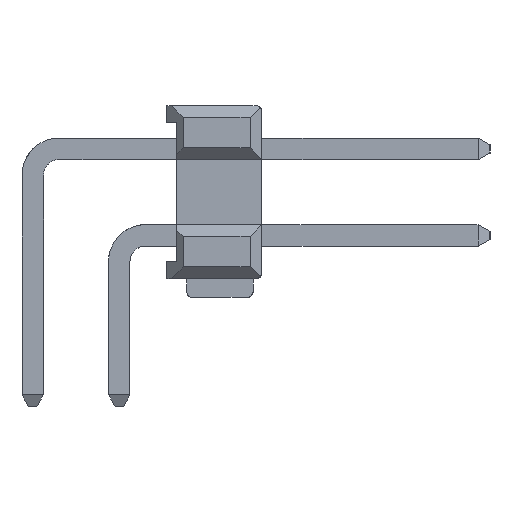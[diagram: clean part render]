
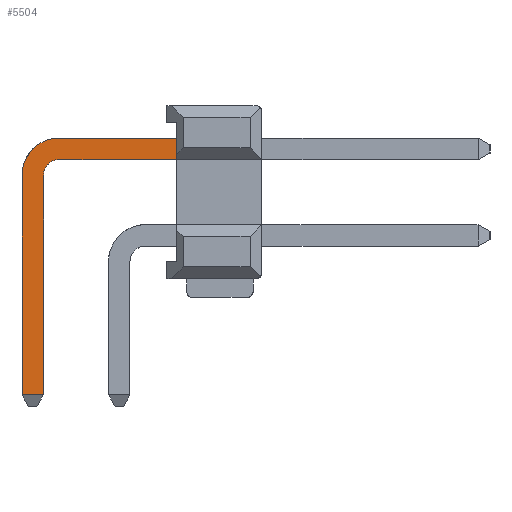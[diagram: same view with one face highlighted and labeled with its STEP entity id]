
A CAD part, left-side view. The second image highlights one B-rep face of the part: STEP entity #5504.
In plain terms, the highlighted planar face has unit normal (-1, 0, 0).
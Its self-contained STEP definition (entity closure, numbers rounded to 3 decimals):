
#3359 = EDGE_CURVE('',#3360,#3362,#3364,.T.);
#3360 = VERTEX_POINT('',#3361);
#3361 = CARTESIAN_POINT('',(-6.665,-1.687,4.045));
#3362 = VERTEX_POINT('',#3363);
#3363 = CARTESIAN_POINT('',(-6.665,-1.687,
    4.675));
#3364 = LINE('',#3365,#3366);
#3365 = CARTESIAN_POINT('',(-6.666,-1.687,
    2.863));
#3366 = VECTOR('',#3367,1.);
#3367 = DIRECTION('',(0.,0.,1.));
#5504 = ADVANCED_FACE('',(#5505),#5543,.T.);
#5505 = FACE_BOUND('',#5506,.T.);
#5506 = EDGE_LOOP('',(#5507,#5508,#5522,#5529));
#5507 = ORIENTED_EDGE('',*,*,#3359,.T.);
#5508 = ORIENTED_EDGE('',*,*,#5509,.T.);
#5509 = EDGE_CURVE('',#3362,#5510,#5512,.T.);
#5510 = VERTEX_POINT('',#5511);
#5511 = CARTESIAN_POINT('',(-6.666,2.855,
    -2.86));
#5512 = ( BOUNDED_CURVE() B_SPLINE_CURVE(2,(#5513,#5514,#5515,#5516,
    #5517,#5518,#5519,#5520,#5521),.UNSPECIFIED.,.F.,.F.) 
B_SPLINE_CURVE_WITH_KNOTS((3,2,2,2,3),(-59.405,-47.092,
    -45.388,-42.385,-39.845),.UNSPECIFIED.) 
CURVE() GEOMETRIC_REPRESENTATION_ITEM() RATIONAL_B_SPLINE_CURVE((1.,1.,
1.,0.707,1.,1.,1.,1.,1.)) REPRESENTATION_ITEM('') );
#5513 = CARTESIAN_POINT('',(-6.665,-10.543,4.675));
#5514 = CARTESIAN_POINT('',(-6.665,-4.387,4.675
    ));
#5515 = CARTESIAN_POINT('',(-6.666,1.77,
    4.675));
#5516 = CARTESIAN_POINT('',(-6.666,2.855,
    4.675));
#5517 = CARTESIAN_POINT('',(-6.666,2.855,
    3.59));
#5518 = CARTESIAN_POINT('',(-6.666,2.855,
    1.635));
#5519 = CARTESIAN_POINT('',(-6.666,2.855,
    -0.32));
#5520 = CARTESIAN_POINT('',(-6.666,2.855,
    -1.59));
#5521 = CARTESIAN_POINT('',(-6.666,2.855,
    -2.86));
#5522 = ORIENTED_EDGE('',*,*,#5523,.T.);
#5523 = EDGE_CURVE('',#5510,#5524,#5526,.T.);
#5524 = VERTEX_POINT('',#5525);
#5525 = CARTESIAN_POINT('',(-6.666,2.225,
    -2.86));
#5526 = B_SPLINE_CURVE_WITH_KNOTS('',1,(#5527,#5528),.UNSPECIFIED.,.F.,
  .F.,(2,2),(-0.63,0.),.PIECEWISE_BEZIER_KNOTS.);
#5527 = CARTESIAN_POINT('',(-6.666,2.855,
    -2.86));
#5528 = CARTESIAN_POINT('',(-6.666,2.225,
    -2.86));
#5529 = ORIENTED_EDGE('',*,*,#5530,.T.);
#5530 = EDGE_CURVE('',#5524,#3360,#5531,.T.);
#5531 = ( BOUNDED_CURVE() B_SPLINE_CURVE(2,(#5532,#5533,#5534,#5535,
    #5536,#5537,#5538,#5539,#5540,#5541,#5542),.UNSPECIFIED.,.F.,.F.) 
B_SPLINE_CURVE_WITH_KNOTS((3,2,2,2,2,3),(40.745,43.285
    ,46.288,47.003,54.441,57.068),
.UNSPECIFIED.) CURVE() GEOMETRIC_REPRESENTATION_ITEM() 
RATIONAL_B_SPLINE_CURVE((1.,1.,1.,1.,1.,0.707,1.,1.,1.,1.,1.)) 
REPRESENTATION_ITEM('') );
#5532 = CARTESIAN_POINT('',(-6.666,2.225,
    -2.86));
#5533 = CARTESIAN_POINT('',(-6.666,2.225,
    -1.59));
#5534 = CARTESIAN_POINT('',(-6.666,2.225,
    -0.32));
#5535 = CARTESIAN_POINT('',(-6.666,2.225,1.635)
  );
#5536 = CARTESIAN_POINT('',(-6.666,2.225,3.59)
  );
#5537 = CARTESIAN_POINT('',(-6.666,2.225,
    4.045));
#5538 = CARTESIAN_POINT('',(-6.666,1.77,
    4.045));
#5539 = CARTESIAN_POINT('',(-6.665,-3.073,
    4.045));
#5540 = CARTESIAN_POINT('',(-6.665,-7.916,
    4.045));
#5541 = CARTESIAN_POINT('',(-6.665,-9.229,
    4.045));
#5542 = CARTESIAN_POINT('',(-6.665,-10.543,
    4.045));
#5543 = PLANE('',#5544);
#5544 = AXIS2_PLACEMENT_3D('',#5545,#5546,#5547);
#5545 = CARTESIAN_POINT('',(-6.665,-10.543,
    4.675));
#5546 = DIRECTION('',(-1.,0.,
    0.));
#5547 = DIRECTION('',(0.,-1.,
    0.));
